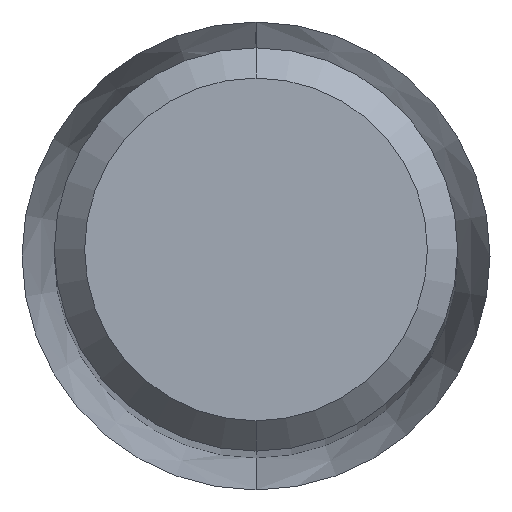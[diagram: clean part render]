
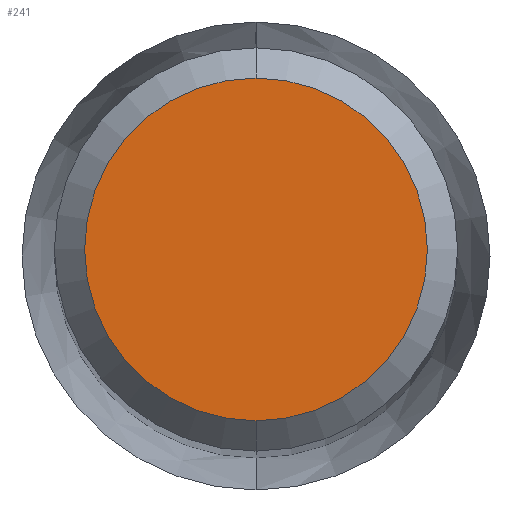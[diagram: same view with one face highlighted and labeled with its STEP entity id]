
A CAD part, top view. The second image highlights one B-rep face of the part: STEP entity #241.
In plain terms, the highlighted planar face has unit normal (0, 0, 1).
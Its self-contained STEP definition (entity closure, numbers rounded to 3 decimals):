
#239=EDGE_CURVE('',#475,#295,#576,.T.);
#241=ADVANCED_FACE('',(#578),#579,.T.);
#295=VERTEX_POINT('',#638);
#395=EDGE_CURVE('',#295,#475,#750,.T.);
#475=VERTEX_POINT('',#837);
#576=CIRCLE('',#971,1.7);
#578=FACE_OUTER_BOUND('',#973,.T.);
#579=PLANE('',#974);
#638=CARTESIAN_POINT('',(0.,-1.7,0.0));
#750=CIRCLE('',#1306,1.7);
#837=CARTESIAN_POINT('',(0.0,1.7,0.0));
#971=AXIS2_PLACEMENT_3D('',#1617,#1618,#1619);
#973=EDGE_LOOP('',(#1621,#1622));
#974=AXIS2_PLACEMENT_3D('',#1623,#1624,#1625);
#1306=AXIS2_PLACEMENT_3D('',#1825,#1826,#1827);
#1617=CARTESIAN_POINT('',(0.0,0.0,0.0));
#1618=DIRECTION('',(0.0,0.0,-1.0));
#1619=DIRECTION('',(0.0,1.0,0.0));
#1621=ORIENTED_EDGE('',*,*,#239,.F.);
#1622=ORIENTED_EDGE('',*,*,#395,.F.);
#1623=CARTESIAN_POINT('',(0.0,0.85,0.0));
#1624=DIRECTION('',(-0.0,0.0,1.0));
#1625=DIRECTION('',(0.0,-1.0,0.0));
#1825=CARTESIAN_POINT('',(0.0,0.0,0.0));
#1826=DIRECTION('',(0.0,0.0,-1.0));
#1827=DIRECTION('',(0.0,1.0,0.0));
